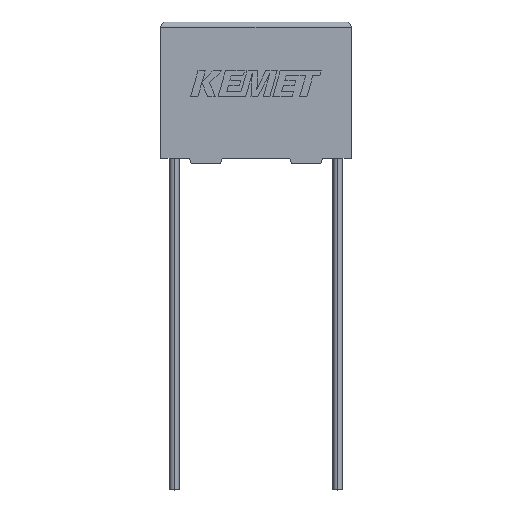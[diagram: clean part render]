
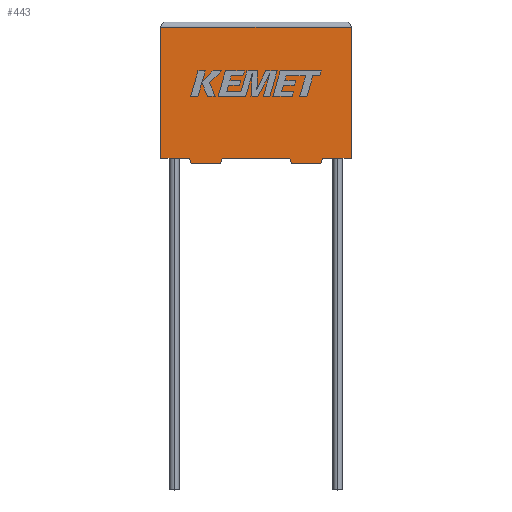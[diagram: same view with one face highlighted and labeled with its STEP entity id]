
A CAD part, top view. The second image highlights one B-rep face of the part: STEP entity #443.
In plain terms, the highlighted planar face has unit normal (0, 0, 1).
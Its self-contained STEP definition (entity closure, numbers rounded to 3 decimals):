
#3 = DIRECTION ( 'NONE',  ( -0.287, -0.958, 0. ) ) ;
#38 = EDGE_CURVE ( 'NONE', #1821, #248, #2282, .T. ) ;
#55 = CARTESIAN_POINT ( 'NONE',  ( 14.7, -0.5, 7. ) ) ;
#152 = CARTESIAN_POINT ( 'NONE',  ( 2.8, -0.5, 7. ) ) ;
#155 = EDGE_CURVE ( 'NONE', #659, #402, #1453, .T. ) ;
#198 = CARTESIAN_POINT ( 'NONE',  ( 12.023, -0.5, 7. ) ) ;
#241 = VERTEX_POINT ( 'NONE', #703 ) ;
#248 = VERTEX_POINT ( 'NONE', #1715 ) ;
#269 = CARTESIAN_POINT ( 'NONE',  ( 5.628, 0., 7. ) ) ;
#299 = EDGE_CURVE ( 'NONE', #248, #3065, #773, .T. ) ;
#305 = CARTESIAN_POINT ( 'NONE',  ( 11.873, 0., 7. ) ) ;
#317 = DIRECTION ( 'NONE',  ( -1., 0., 0. ) ) ;
#402 = VERTEX_POINT ( 'NONE', #269 ) ;
#407 = VECTOR ( 'NONE', #2334, 1000. ) ;
#443 = ADVANCED_FACE ( 'NONE', ( #1806 ), #517, .F. ) ;
#466 = DIRECTION ( 'NONE',  ( -0.287, 0.958, 0. ) ) ;
#496 = DIRECTION ( 'NONE',  ( 0., 0., -1. ) ) ;
#517 = PLANE ( 'NONE',  #3009 ) ;
#521 = DIRECTION ( 'NONE',  ( 1., 0., 0. ) ) ;
#623 = CARTESIAN_POINT ( 'NONE',  ( 2.8, -0.5, 7. ) ) ;
#635 = DIRECTION ( 'NONE',  ( 1., 0., 0. ) ) ;
#659 = VERTEX_POINT ( 'NONE', #1641 ) ;
#703 = CARTESIAN_POINT ( 'NONE',  ( 12.023, -0.5, 7. ) ) ;
#747 = ORIENTED_EDGE ( 'NONE', *, *, #1762, .T. ) ;
#773 = LINE ( 'NONE', #2055, #3220 ) ;
#784 = CARTESIAN_POINT ( 'NONE',  ( 0., 0., 7. ) ) ;
#805 = LINE ( 'NONE', #198, #2197 ) ;
#821 = EDGE_CURVE ( 'NONE', #241, #2032, #805, .T. ) ;
#856 = EDGE_CURVE ( 'NONE', #1821, #1736, #1523, .T. ) ;
#860 = ORIENTED_EDGE ( 'NONE', *, *, #299, .T. ) ;
#881 = CARTESIAN_POINT ( 'NONE',  ( 0., 0., 7. ) ) ;
#903 = DIRECTION ( 'NONE',  ( 0., -1., 0. ) ) ;
#988 = ORIENTED_EDGE ( 'NONE', *, *, #1717, .T. ) ;
#1022 = DIRECTION ( 'NONE',  ( 0.287, -0.958, 0. ) ) ;
#1060 = LINE ( 'NONE', #152, #2177 ) ;
#1071 = ORIENTED_EDGE ( 'NONE', *, *, #2004, .T. ) ;
#1105 = LINE ( 'NONE', #2094, #407 ) ;
#1140 = LINE ( 'NONE', #2810, #1911 ) ;
#1157 = DIRECTION ( 'NONE',  ( 0.287, 0.958, 0. ) ) ;
#1168 = CARTESIAN_POINT ( 'NONE',  ( 14.7, -0.5, 7. ) ) ;
#1173 = ORIENTED_EDGE ( 'NONE', *, *, #3042, .T. ) ;
#1183 = LINE ( 'NONE', #2493, #2179 ) ;
#1187 = CARTESIAN_POINT ( 'NONE',  ( 0., 12., 7. ) ) ;
#1218 = ORIENTED_EDGE ( 'NONE', *, *, #155, .T. ) ;
#1258 = ORIENTED_EDGE ( 'NONE', *, *, #2534, .T. ) ;
#1286 = VECTOR ( 'NONE', #1022, 1000. ) ;
#1384 = VERTEX_POINT ( 'NONE', #1187 ) ;
#1400 = DIRECTION ( 'NONE',  ( -1., 0., 0. ) ) ;
#1427 = ORIENTED_EDGE ( 'NONE', *, *, #3000, .F. ) ;
#1438 = LINE ( 'NONE', #1444, #1677 ) ;
#1444 = CARTESIAN_POINT ( 'NONE',  ( 0., 0., 7. ) ) ;
#1453 = LINE ( 'NONE', #3203, #1572 ) ;
#1467 = LINE ( 'NONE', #1168, #2878 ) ;
#1523 = LINE ( 'NONE', #3017, #2079 ) ;
#1526 = CARTESIAN_POINT ( 'NONE',  ( 2.65, 0., 7. ) ) ;
#1572 = VECTOR ( 'NONE', #1157, 1000. ) ;
#1641 = CARTESIAN_POINT ( 'NONE',  ( 5.478, -0.5, 7. ) ) ;
#1677 = VECTOR ( 'NONE', #903, 1000. ) ;
#1699 = CARTESIAN_POINT ( 'NONE',  ( 2.65, 0., 7. ) ) ;
#1714 = CARTESIAN_POINT ( 'NONE',  ( 17.5, 12., 7. ) ) ;
#1715 = CARTESIAN_POINT ( 'NONE',  ( 17.5, 0., 7. ) ) ;
#1717 = EDGE_CURVE ( 'NONE', #1782, #2956, #2690, .T. ) ;
#1736 = VERTEX_POINT ( 'NONE', #55 ) ;
#1762 = EDGE_CURVE ( 'NONE', #1384, #2630, #1438, .T. ) ;
#1782 = VERTEX_POINT ( 'NONE', #1699 ) ;
#1806 = FACE_OUTER_BOUND ( 'NONE', #2624, .T. ) ;
#1810 = VECTOR ( 'NONE', #1903, 1000. ) ;
#1821 = VERTEX_POINT ( 'NONE', #3235 ) ;
#1903 = DIRECTION ( 'NONE',  ( 1., 0., 0. ) ) ;
#1911 = VECTOR ( 'NONE', #521, 1000. ) ;
#2004 = EDGE_CURVE ( 'NONE', #2630, #1782, #1105, .T. ) ;
#2032 = VERTEX_POINT ( 'NONE', #305 ) ;
#2055 = CARTESIAN_POINT ( 'NONE',  ( 17.5, 0., 7. ) ) ;
#2070 = ORIENTED_EDGE ( 'NONE', *, *, #856, .F. ) ;
#2079 = VECTOR ( 'NONE', #3, 1000. ) ;
#2094 = CARTESIAN_POINT ( 'NONE',  ( 0., 0., 7. ) ) ;
#2132 = ORIENTED_EDGE ( 'NONE', *, *, #2826, .T. ) ;
#2177 = VECTOR ( 'NONE', #635, 1000. ) ;
#2179 = VECTOR ( 'NONE', #317, 1000. ) ;
#2197 = VECTOR ( 'NONE', #466, 1000. ) ;
#2282 = LINE ( 'NONE', #881, #1810 ) ;
#2291 = DIRECTION ( 'NONE',  ( -1., 0., 0. ) ) ;
#2334 = DIRECTION ( 'NONE',  ( 1., 0., 0. ) ) ;
#2493 = CARTESIAN_POINT ( 'NONE',  ( 0., 12., 7. ) ) ;
#2529 = CARTESIAN_POINT ( 'NONE',  ( 0., 0., 7. ) ) ;
#2534 = EDGE_CURVE ( 'NONE', #402, #2032, #1140, .T. ) ;
#2607 = ORIENTED_EDGE ( 'NONE', *, *, #38, .T. ) ;
#2624 = EDGE_LOOP ( 'NONE', ( #860, #2132, #747, #1071, #988, #1173, #1218, #1258, #2806, #1427, #2070, #2607 ) ) ;
#2630 = VERTEX_POINT ( 'NONE', #784 ) ;
#2690 = LINE ( 'NONE', #1526, #1286 ) ;
#2805 = DIRECTION ( 'NONE',  ( 0., 1., 0. ) ) ;
#2806 = ORIENTED_EDGE ( 'NONE', *, *, #821, .F. ) ;
#2810 = CARTESIAN_POINT ( 'NONE',  ( 0., 0., 7. ) ) ;
#2826 = EDGE_CURVE ( 'NONE', #3065, #1384, #1183, .T. ) ;
#2878 = VECTOR ( 'NONE', #1400, 1000. ) ;
#2956 = VERTEX_POINT ( 'NONE', #623 ) ;
#3000 = EDGE_CURVE ( 'NONE', #1736, #241, #1467, .T. ) ;
#3009 = AXIS2_PLACEMENT_3D ( 'NONE', #2529, #496, #2291 ) ;
#3017 = CARTESIAN_POINT ( 'NONE',  ( 14.85, 0., 7. ) ) ;
#3042 = EDGE_CURVE ( 'NONE', #2956, #659, #1060, .T. ) ;
#3065 = VERTEX_POINT ( 'NONE', #1714 ) ;
#3203 = CARTESIAN_POINT ( 'NONE',  ( 5.478, -0.5, 7. ) ) ;
#3220 = VECTOR ( 'NONE', #2805, 1000. ) ;
#3235 = CARTESIAN_POINT ( 'NONE',  ( 14.85, 0., 7. ) ) ;
